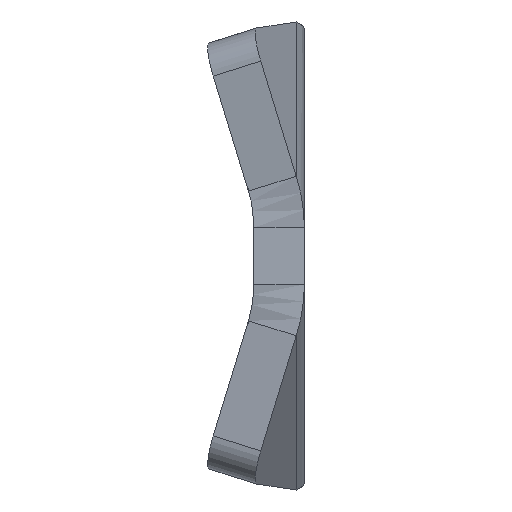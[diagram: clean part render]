
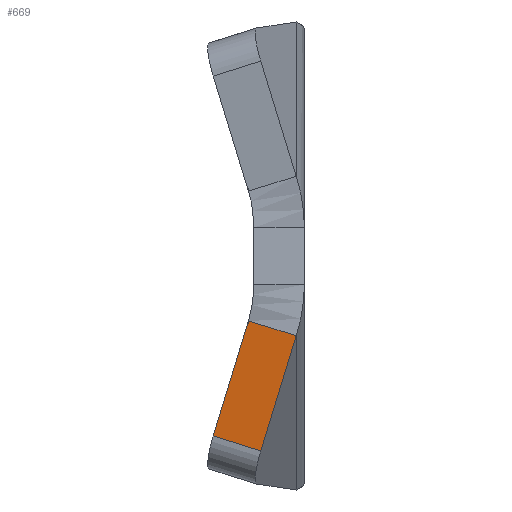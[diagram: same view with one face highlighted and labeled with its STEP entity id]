
A CAD part, left-side view. The second image highlights one B-rep face of the part: STEP entity #669.
In plain terms, the highlighted planar face has unit normal (-0.984, 0.175, 0.026).
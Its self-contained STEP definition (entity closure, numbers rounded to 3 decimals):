
#23 = EDGE_CURVE ( 'NONE', #566, #898, #875, .T. ) ;
#108 = PLANE ( 'NONE',  #999 ) ;
#225 = CARTESIAN_POINT ( 'NONE',  ( -46.013, 3.302, -3.842 ) ) ;
#250 = LINE ( 'NONE', #844, #890 ) ;
#258 = DIRECTION ( 'NONE',  ( -0.175, -0.94, -0.294 ) ) ;
#307 = CARTESIAN_POINT ( 'NONE',  ( -46.54, 0.482, -4.722 ) ) ;
#377 = VERTEX_POINT ( 'NONE', #714 ) ;
#390 = EDGE_CURVE ( 'NONE', #377, #566, #623, .T. ) ;
#404 = FACE_OUTER_BOUND ( 'NONE', #685, .T. ) ;
#445 = CARTESIAN_POINT ( 'NONE',  ( -46.35, 2.576, -11.534 ) ) ;
#446 = DIRECTION ( 'NONE',  ( -0.027, -0.294, 0.956 ) ) ;
#566 = VERTEX_POINT ( 'NONE', #681 ) ;
#584 = ORIENTED_EDGE ( 'NONE', *, *, #23, .F. ) ;
#623 = LINE ( 'NONE', #1121, #1017 ) ;
#635 = DIRECTION ( 'NONE',  ( -0.027, -0.294, 0.956 ) ) ;
#663 = VECTOR ( 'NONE', #446, 1000. ) ;
#669 = ADVANCED_FACE ( 'NONE', ( #404 ), #108, .T. ) ;
#679 = LINE ( 'NONE', #1277, #663 ) ;
#681 = CARTESIAN_POINT ( 'NONE',  ( -46.013, 3.302, -3.842 ) ) ;
#685 = EDGE_LOOP ( 'NONE', ( #1000, #722, #1090, #584 ) ) ;
#714 = CARTESIAN_POINT ( 'NONE',  ( -45.824, 5.395, -10.653 ) ) ;
#722 = ORIENTED_EDGE ( 'NONE', *, *, #951, .T. ) ;
#789 = CARTESIAN_POINT ( 'NONE',  ( -46.485, -1.917, 13.14 ) ) ;
#844 = CARTESIAN_POINT ( 'NONE',  ( -45.824, 5.395, -10.653 ) ) ;
#875 = B_SPLINE_CURVE_WITH_KNOTS ( 'NONE', 1,
 ( #225, #307 ),
 .UNSPECIFIED., .F., .F.,
 ( 2, 2 ),
 ( 0., 1. ),
 .UNSPECIFIED. ) ;
#890 = VECTOR ( 'NONE', #258, 1000. ) ;
#898 = VERTEX_POINT ( 'NONE', #1071 ) ;
#906 = DIRECTION ( 'NONE',  ( -0.027, -0.294, 0.956 ) ) ;
#951 = EDGE_CURVE ( 'NONE', #377, #1302, #250, .T. ) ;
#966 = EDGE_CURVE ( 'NONE', #1302, #898, #679, .T. ) ;
#999 = AXIS2_PLACEMENT_3D ( 'NONE', #789, #1210, #906 ) ;
#1000 = ORIENTED_EDGE ( 'NONE', *, *, #390, .F. ) ;
#1017 = VECTOR ( 'NONE', #635, 1000. ) ;
#1071 = CARTESIAN_POINT ( 'NONE',  ( -46.54, 0.482, -4.722 ) ) ;
#1090 = ORIENTED_EDGE ( 'NONE', *, *, #966, .T. ) ;
#1121 = CARTESIAN_POINT ( 'NONE',  ( -46.485, -1.917, 13.14 ) ) ;
#1210 = DIRECTION ( 'NONE',  ( -0.984, 0.175, 0.027 ) ) ;
#1277 = CARTESIAN_POINT ( 'NONE',  ( -46.654, -0.786, -0.593 ) ) ;
#1302 = VERTEX_POINT ( 'NONE', #445 ) ;
